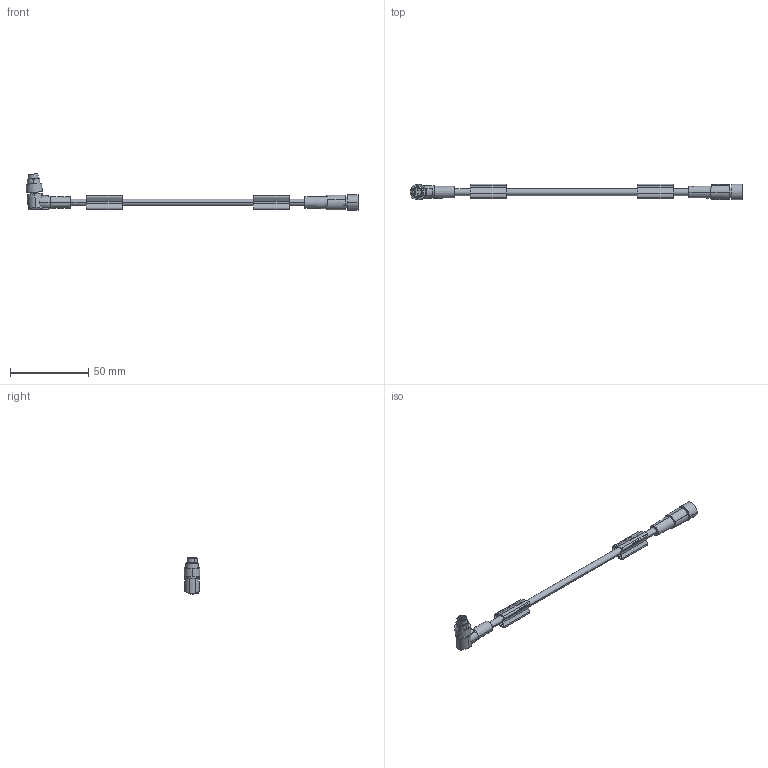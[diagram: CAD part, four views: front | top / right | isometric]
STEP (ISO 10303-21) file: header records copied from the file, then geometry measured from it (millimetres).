
FILE_DESCRIPTION(('SolidDesigner STEP Export'),'2;1');
FILE_NAME('1682236.stp','2008-06-06T 7:25:50',(''),(''),'OneSpace Designer STEP processor for AP214 (Solid Model)','OneSpace Designer 14.50 18-Oct-2006 (C) CoCreate Software GmbH','');
FILE_SCHEMA(('AUTOMOTIVE_DESIGN { 1 0 10303 214 1 1 1 1 }'));
Length unit declared in the file: millimetre
Products named in the file (2): 1682236
Assembly tree (1 placements, depth 2):
  1682236
    1682236
Bounding box: 212.73 x 10.16 x 23.53 mm (x, y, z)
Volume: 7459.5 mm3; surface area: 8052.2 mm2
Topology: 3 solids, 3 shells, 297 faces, 781 edges, 515 vertices
Faces by surface type: cylinder 148, plane 93, extrusion 34, cone 14, torus 8
Entity records: 15862 total; most frequent: CARTESIAN_POINT 7542, ORIENTED_EDGE 1570, DIRECTION 1264, EDGE_CURVE 781, VERTEX_POINT 515, AXIS2_PLACEMENT_3D 436, VECTOR 392, LINE 354
